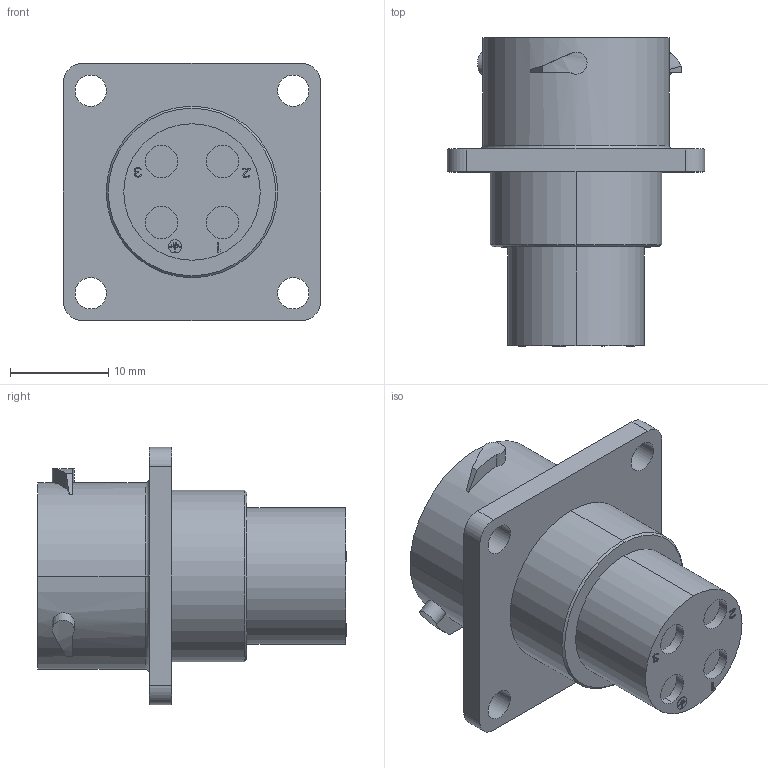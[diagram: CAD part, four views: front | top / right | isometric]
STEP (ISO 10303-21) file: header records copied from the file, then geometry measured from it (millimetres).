
FILE_DESCRIPTION((''),'2;1');
FILE_NAME('UTS0124P_SW0001','2010-09-15T',('amartin'),('SOURIAU'),'PRO/ENGINEER BY PARAMETRIC TECHNOLOGY CORPORATION, 2007390','PRO/ENGINEER BY PARAMETRIC TECHNOLOGY CORPORATION, 2007390','');
FILE_SCHEMA(('CONFIG_CONTROL_DESIGN'));
Length unit declared in the file: millimetre
Products named in the file (1): UTS0124P_SW0001
Bounding box: 26.2 x 31.42 x 26.2 mm (x, y, z)
Volume: 6445.8 mm3; surface area: 4040.2 mm2
Topology: 1 solids, 1 shells, 364 faces, 992 edges, 660 vertices
Faces by surface type: plane 281, cylinder 58, extrusion 9, bspline 8, cone 6, torus 2
Entity records: 12054 total; most frequent: CARTESIAN_POINT 2702, ORIENTED_EDGE 1984, DIRECTION 1821, EDGE_CURVE 992, VECTOR 827, LINE 818, VERTEX_POINT 660, AXIS2_PLACEMENT_3D 497
